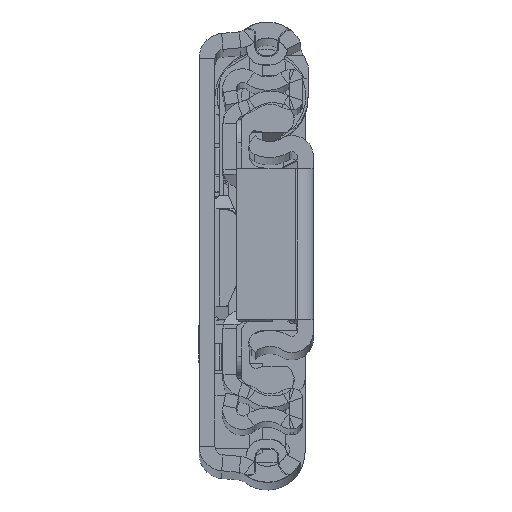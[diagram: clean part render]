
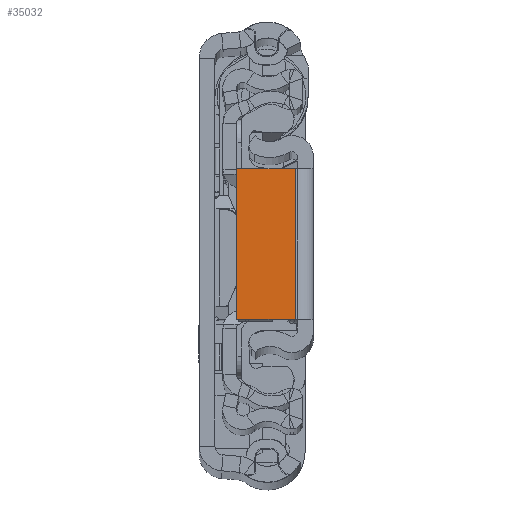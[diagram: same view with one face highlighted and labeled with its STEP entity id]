
A CAD part, top view. The second image highlights one B-rep face of the part: STEP entity #35032.
In plain terms, the highlighted planar face has unit normal (0, 0, 1).
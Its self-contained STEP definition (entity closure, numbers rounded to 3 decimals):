
#920 = CARTESIAN_POINT ( 'NONE',  ( 0., 0., 0. ) ) ;
#1627 = VERTEX_POINT ( 'NONE', #33294 ) ;
#3125 = LINE ( 'NONE', #16779, #31327 ) ;
#3706 = LINE ( 'NONE', #7083, #28009 ) ;
#7083 = CARTESIAN_POINT ( 'NONE',  ( 0., -8.5, 0. ) ) ;
#7376 = EDGE_LOOP ( 'NONE', ( #21697, #13624, #44017, #28491 ) ) ;
#8057 = CARTESIAN_POINT ( 'NONE',  ( -8.65, 8.5, 0. ) ) ;
#10245 = CARTESIAN_POINT ( 'NONE',  ( -2.05, -8.5, 0. ) ) ;
#11221 = DIRECTION ( 'NONE',  ( -1., 0., 0. ) ) ;
#11888 = DIRECTION ( 'NONE',  ( 0., -1., 0. ) ) ;
#13624 = ORIENTED_EDGE ( 'NONE', *, *, #28623, .T. ) ;
#14915 = VECTOR ( 'NONE', #11888, 1000. ) ;
#15243 = LINE ( 'NONE', #28928, #14915 ) ;
#16326 = EDGE_CURVE ( 'NONE', #38891, #35295, #3706, .T. ) ;
#16706 = DIRECTION ( 'NONE',  ( 1., 0., 0. ) ) ;
#16779 = CARTESIAN_POINT ( 'NONE',  ( 0., 8.5, 0. ) ) ;
#18161 = PLANE ( 'NONE',  #41029 ) ;
#21431 = DIRECTION ( 'NONE',  ( 0., -1., 0. ) ) ;
#21697 = ORIENTED_EDGE ( 'NONE', *, *, #43287, .F. ) ;
#24813 = EDGE_CURVE ( 'NONE', #29415, #38891, #15243, .T. ) ;
#28009 = VECTOR ( 'NONE', #16706, 1000. ) ;
#28060 = DIRECTION ( 'NONE',  ( 0., 0., -1. ) ) ;
#28491 = ORIENTED_EDGE ( 'NONE', *, *, #16326, .T. ) ;
#28623 = EDGE_CURVE ( 'NONE', #1627, #29415, #3125, .T. ) ;
#28928 = CARTESIAN_POINT ( 'NONE',  ( -8.65, 0., 0. ) ) ;
#29415 = VERTEX_POINT ( 'NONE', #8057 ) ;
#30586 = VECTOR ( 'NONE', #21431, 1000. ) ;
#31327 = VECTOR ( 'NONE', #31338, 1000. ) ;
#31338 = DIRECTION ( 'NONE',  ( -1., 0., 0. ) ) ;
#33294 = CARTESIAN_POINT ( 'NONE',  ( -2.05, 8.5, 0. ) ) ;
#33825 = CARTESIAN_POINT ( 'NONE',  ( -2.05, -8.5, 0. ) ) ;
#34871 = LINE ( 'NONE', #10245, #30586 ) ;
#35032 = ADVANCED_FACE ( 'NONE', ( #38807 ), #18161, .F. ) ;
#35295 = VERTEX_POINT ( 'NONE', #33825 ) ;
#38807 = FACE_OUTER_BOUND ( 'NONE', #7376, .T. ) ;
#38891 = VERTEX_POINT ( 'NONE', #39371 ) ;
#39371 = CARTESIAN_POINT ( 'NONE',  ( -8.65, -8.5, 0. ) ) ;
#41029 = AXIS2_PLACEMENT_3D ( 'NONE', #920, #28060, #11221 ) ;
#43287 = EDGE_CURVE ( 'NONE', #1627, #35295, #34871, .T. ) ;
#44017 = ORIENTED_EDGE ( 'NONE', *, *, #24813, .T. ) ;
